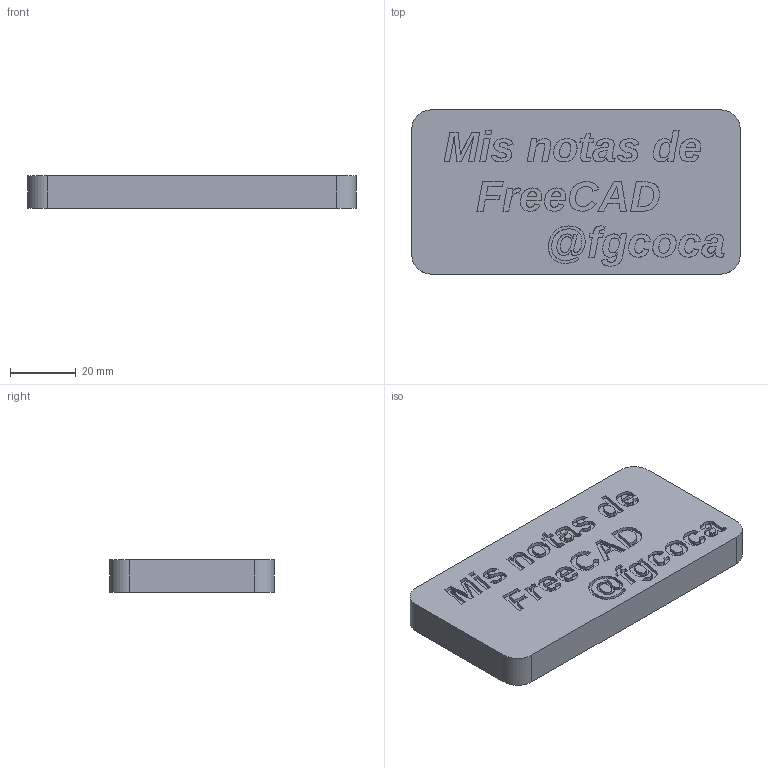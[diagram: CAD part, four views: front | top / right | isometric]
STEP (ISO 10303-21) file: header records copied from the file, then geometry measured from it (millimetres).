
FILE_DESCRIPTION(('FreeCAD Model'),'2;1');
FILE_NAME('Open CASCADE Shape Model','2023-04-03T19:58:01',(''),(''), 'Open CASCADE STEP processor 7.5','FreeCAD','Unknown');
FILE_SCHEMA(('AUTOMOTIVE_DESIGN { 1 0 10303 214 1 1 1 1 }'));
Products named in the file (1): tapa decorada
Bounding box: 100 x 50 x 10 mm (x, y, z)
Volume: 48519 mm3; surface area: 14241.1 mm2
Topology: 1 solids, 1 shells, 607 faces, 1698 edges, 1132 vertices
Faces by surface type: extrusion 405, plane 189, cylinder 8, torus 4, bspline 1
Entity records: 98114 total; most frequent: CARTESIAN_POINT 68433, DIRECTION 3584, ORIENTED_EDGE 3396, PCURVE 3396, DEFINITIONAL_REPRESENTATION 3396, VECTOR 3124, B_SPLINE_CURVE_WITH_KNOTS 2740, LINE 2719
